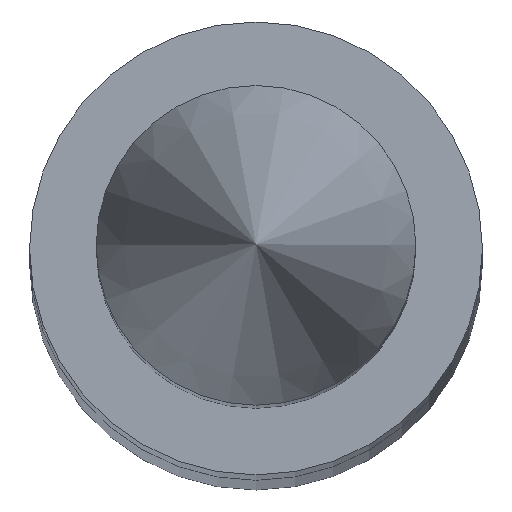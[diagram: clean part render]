
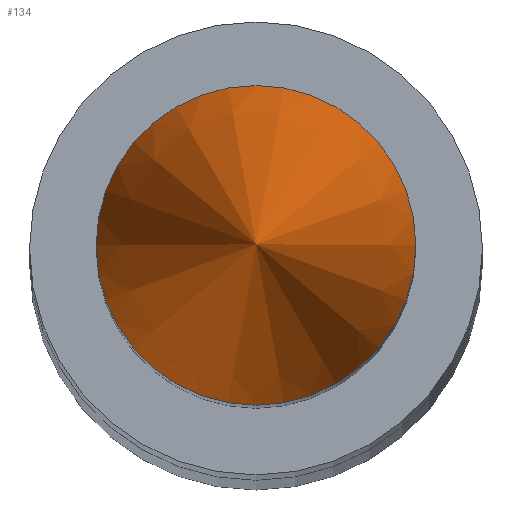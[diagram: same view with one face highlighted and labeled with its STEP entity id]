
A CAD part, top view. The second image highlights one B-rep face of the part: STEP entity #134.
In plain terms, the highlighted conical face has half-angle 15 degrees and reference radius 0.24 mm.
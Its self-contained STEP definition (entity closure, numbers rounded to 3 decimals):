
#73 = CYLINDRICAL_SURFACE('',#74,0.24);
#74 = AXIS2_PLACEMENT_3D('',#75,#76,#77);
#75 = CARTESIAN_POINT('',(0.,0.,13.));
#76 = DIRECTION('',(0.,0.,1.));
#77 = DIRECTION('',(-1.,0.,0.));
#89 = VERTEX_POINT('',#90);
#90 = CARTESIAN_POINT('',(-0.24,0.,15.654));
#109 = EDGE_CURVE('',#89,#89,#110,.T.);
#110 = SURFACE_CURVE('',#111,(#116,#122),.PCURVE_S1.);
#111 = CIRCLE('',#112,0.24);
#112 = AXIS2_PLACEMENT_3D('',#113,#114,#115);
#113 = CARTESIAN_POINT('',(0.,0.,15.654));
#114 = DIRECTION('',(0.,0.,1.));
#115 = DIRECTION('',(-1.,0.,0.));
#116 = PCURVE('',#73,#117);
#117 = DEFINITIONAL_REPRESENTATION('',(#118),#121);
#118 = B_SPLINE_CURVE_WITH_KNOTS('',1,(#119,#120),.UNSPECIFIED.,.F.,.F.,
  (2,2),(0.,6.283),.PIECEWISE_BEZIER_KNOTS.);
#119 = CARTESIAN_POINT('',(0.,2.654));
#120 = CARTESIAN_POINT('',(6.283,2.654));
#121 = ( GEOMETRIC_REPRESENTATION_CONTEXT(2) 
PARAMETRIC_REPRESENTATION_CONTEXT() REPRESENTATION_CONTEXT('2D SPACE',''
  ) );
#122 = PCURVE('',#123,#128);
#123 = CONICAL_SURFACE('',#124,0.24,0.262);
#124 = AXIS2_PLACEMENT_3D('',#125,#126,#127);
#125 = CARTESIAN_POINT('',(0.,0.,15.654));
#126 = DIRECTION('',(-0.,0.,-1.));
#127 = DIRECTION('',(-1.,0.,0.));
#128 = DEFINITIONAL_REPRESENTATION('',(#129),#132);
#129 = B_SPLINE_CURVE_WITH_KNOTS('',1,(#130,#131),.UNSPECIFIED.,.F.,.F.,
  (2,2),(0.,6.283),.PIECEWISE_BEZIER_KNOTS.);
#130 = CARTESIAN_POINT('',(0.,0.));
#131 = CARTESIAN_POINT('',(-6.283,0.));
#132 = ( GEOMETRIC_REPRESENTATION_CONTEXT(2) 
PARAMETRIC_REPRESENTATION_CONTEXT() REPRESENTATION_CONTEXT('2D SPACE',''
  ) );
#134 = ADVANCED_FACE('',(#135),#123,.T.);
#135 = FACE_BOUND('',#136,.T.);
#136 = EDGE_LOOP('',(#137,#138,#159));
#137 = ORIENTED_EDGE('',*,*,#109,.T.);
#138 = ORIENTED_EDGE('',*,*,#139,.T.);
#139 = EDGE_CURVE('',#89,#140,#142,.T.);
#140 = VERTEX_POINT('',#141);
#141 = CARTESIAN_POINT('',(0.,0.,16.55)
  );
#142 = SEAM_CURVE('',#143,(#147,#153),.PCURVE_S1.);
#143 = LINE('',#144,#145);
#144 = CARTESIAN_POINT('',(-0.24,0.,15.654));
#145 = VECTOR('',#146,1.);
#146 = DIRECTION('',(0.259,0.,0.966));
#147 = PCURVE('',#123,#148);
#148 = DEFINITIONAL_REPRESENTATION('',(#149),#152);
#149 = B_SPLINE_CURVE_WITH_KNOTS('',1,(#150,#151),.UNSPECIFIED.,.F.,.F.,
  (2,2),(0.,0.927),.PIECEWISE_BEZIER_KNOTS.);
#150 = CARTESIAN_POINT('',(0.,0.));
#151 = CARTESIAN_POINT('',(0.,-0.896));
#152 = ( GEOMETRIC_REPRESENTATION_CONTEXT(2) 
PARAMETRIC_REPRESENTATION_CONTEXT() REPRESENTATION_CONTEXT('2D SPACE',''
  ) );
#153 = PCURVE('',#123,#154);
#154 = DEFINITIONAL_REPRESENTATION('',(#155),#158);
#155 = B_SPLINE_CURVE_WITH_KNOTS('',1,(#156,#157),.UNSPECIFIED.,.F.,.F.,
  (2,2),(0.,0.927),.PIECEWISE_BEZIER_KNOTS.);
#156 = CARTESIAN_POINT('',(-6.283,0.));
#157 = CARTESIAN_POINT('',(-6.283,-0.896));
#158 = ( GEOMETRIC_REPRESENTATION_CONTEXT(2) 
PARAMETRIC_REPRESENTATION_CONTEXT() REPRESENTATION_CONTEXT('2D SPACE',''
  ) );
#159 = ORIENTED_EDGE('',*,*,#139,.F.);
